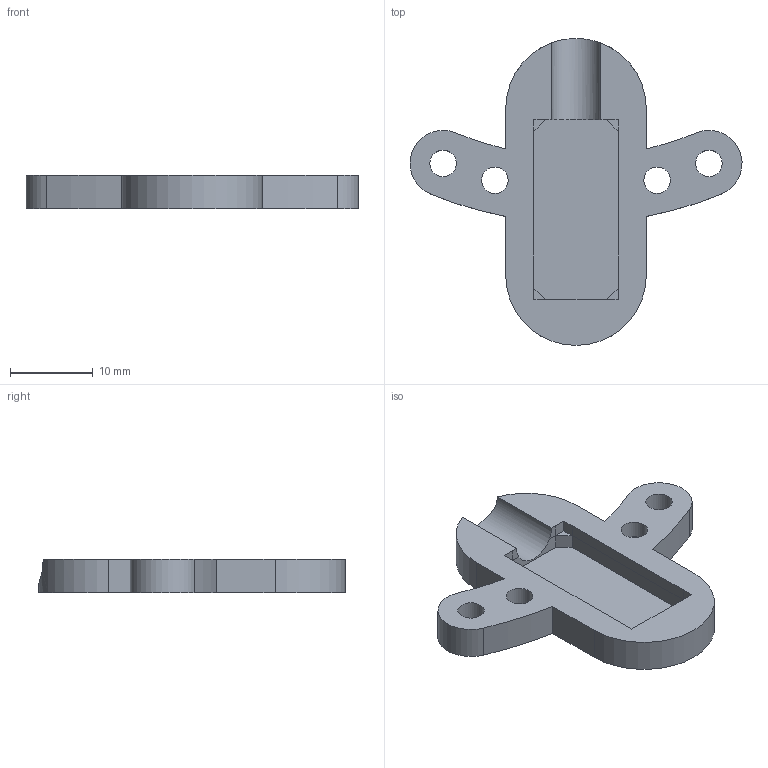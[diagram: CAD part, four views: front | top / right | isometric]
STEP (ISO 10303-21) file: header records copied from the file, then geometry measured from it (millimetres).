
FILE_DESCRIPTION(('FreeCAD Model'),'2;1');
FILE_NAME('Open CASCADE Shape Model','2022-09-15T11:11:04',('Author'),( ''),'Open CASCADE STEP processor 7.5','FreeCAD','Unknown');
FILE_SCHEMA(('AUTOMOTIVE_DESIGN { 1 0 10303 214 1 1 1 1 }'));
Length unit declared in the file: millimetre
Products named in the file (1): Pocket018
Bounding box: 40.14 x 37.1 x 4 mm (x, y, z)
Volume: 1929.9 mm3; surface area: 2365.3 mm2
Topology: 1 solids, 1 shells, 51 faces, 122 edges, 76 vertices
Faces by surface type: plane 35, cylinder 16
Full cylindrical faces by diameter (mm): 2.4 x1, 3.2 x4, 6.2 x2
Entity records: 3244 total; most frequent: CARTESIAN_POINT 687, DIRECTION 488, LINE 285, VECTOR 285, ORIENTED_EDGE 244, PCURVE 244, DEFINITIONAL_REPRESENTATION 244, EDGE_CURVE 122
